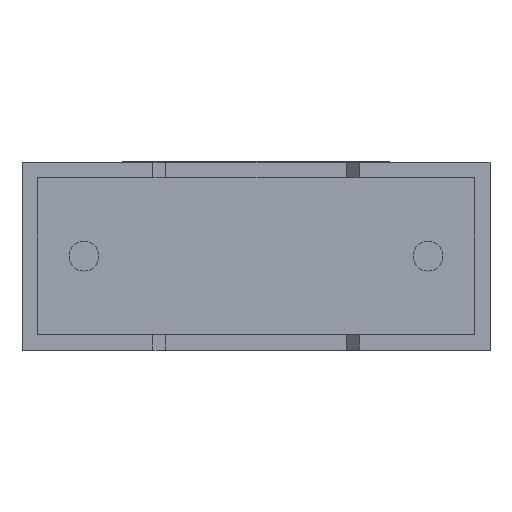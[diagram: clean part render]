
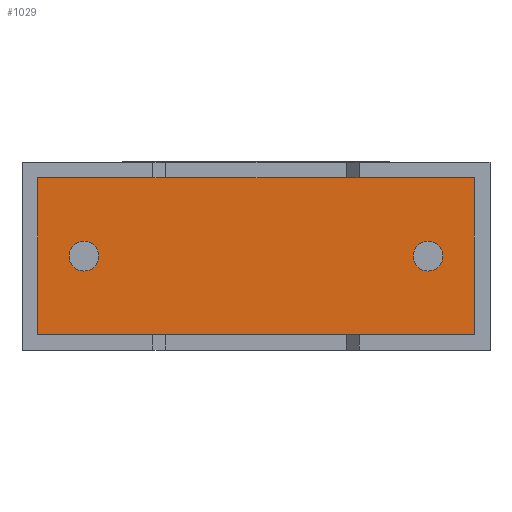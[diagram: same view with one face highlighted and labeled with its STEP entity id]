
A CAD part, front view. The second image highlights one B-rep face of the part: STEP entity #1029.
In plain terms, the highlighted planar face has unit normal (0, -1, 0).
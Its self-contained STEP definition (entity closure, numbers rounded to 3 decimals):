
#27 = VECTOR ( 'NONE', #1401, 1000. ) ;
#77 = ORIENTED_EDGE ( 'NONE', *, *, #208, .T. ) ;
#96 = CARTESIAN_POINT ( 'NONE',  ( 8.85, 0.75, 2.05 ) ) ;
#107 = DIRECTION ( 'NONE',  ( 0., 0., -1. ) ) ;
#111 = DIRECTION ( 'NONE',  ( 0., -1., 0. ) ) ;
#123 = AXIS2_PLACEMENT_3D ( 'NONE', #2206, #2038, #107 ) ;
#208 = EDGE_CURVE ( 'NONE', #1610, #828, #1636, .T. ) ;
#210 = DIRECTION ( 'NONE',  ( 1., 0., 0. ) ) ;
#260 = ORIENTED_EDGE ( 'NONE', *, *, #1869, .F. ) ;
#301 = EDGE_LOOP ( 'NONE', ( #2257, #1259 ) ) ;
#456 = DIRECTION ( 'NONE',  ( 0., 0., -1. ) ) ;
#468 = EDGE_CURVE ( 'NONE', #1003, #1458, #719, .T. ) ;
#491 = VECTOR ( 'NONE', #1695, 1000. ) ;
#539 = VERTEX_POINT ( 'NONE', #614 ) ;
#614 = CARTESIAN_POINT ( 'NONE',  ( 0.34, 0.75, 0.34 ) ) ;
#647 = CARTESIAN_POINT ( 'NONE',  ( 0.34, 0.75, 0.34 ) ) ;
#708 = CARTESIAN_POINT ( 'NONE',  ( 8.85, 0.75, 2.375 ) ) ;
#719 = CIRCLE ( 'NONE', #123, 0.325 ) ;
#742 = CARTESIAN_POINT ( 'NONE',  ( 9.86, 0.75, 0.34 ) ) ;
#828 = VERTEX_POINT ( 'NONE', #1124 ) ;
#853 = CARTESIAN_POINT ( 'NONE',  ( 1.35, 0.75, 2.375 ) ) ;
#967 = LINE ( 'NONE', #742, #491 ) ;
#975 = EDGE_CURVE ( 'NONE', #1722, #1610, #967, .T. ) ;
#996 = ORIENTED_EDGE ( 'NONE', *, *, #975, .T. ) ;
#1003 = VERTEX_POINT ( 'NONE', #853 ) ;
#1029 = ADVANCED_FACE ( 'NONE', ( #2509, #2756, #2937 ), #2463, .T. ) ;
#1040 = DIRECTION ( 'NONE',  ( 0., -1., 0. ) ) ;
#1067 = AXIS2_PLACEMENT_3D ( 'NONE', #2844, #2344, #2583 ) ;
#1124 = CARTESIAN_POINT ( 'NONE',  ( 0.34, 0.75, 3.76 ) ) ;
#1253 = EDGE_LOOP ( 'NONE', ( #2633, #2672, #996, #77 ) ) ;
#1259 = ORIENTED_EDGE ( 'NONE', *, *, #2969, .F. ) ;
#1316 = DIRECTION ( 'NONE',  ( 0., 0., -1. ) ) ;
#1332 = CARTESIAN_POINT ( 'NONE',  ( 8.85, 0.75, 2.05 ) ) ;
#1401 = DIRECTION ( 'NONE',  ( -1., 0., 0. ) ) ;
#1425 = CIRCLE ( 'NONE', #1774, 0.325 ) ;
#1458 = VERTEX_POINT ( 'NONE', #2848 ) ;
#1580 = AXIS2_PLACEMENT_3D ( 'NONE', #96, #1040, #2917 ) ;
#1610 = VERTEX_POINT ( 'NONE', #2540 ) ;
#1636 = LINE ( 'NONE', #2345, #27 ) ;
#1695 = DIRECTION ( 'NONE',  ( 0., 0., 1. ) ) ;
#1722 = VERTEX_POINT ( 'NONE', #2770 ) ;
#1770 = DIRECTION ( 'NONE',  ( 0., 0., -1. ) ) ;
#1774 = AXIS2_PLACEMENT_3D ( 'NONE', #1332, #1838, #1316 ) ;
#1838 = DIRECTION ( 'NONE',  ( 0., -1., 0. ) ) ;
#1869 = EDGE_CURVE ( 'NONE', #1458, #1003, #2408, .T. ) ;
#1929 = VECTOR ( 'NONE', #456, 1000. ) ;
#1978 = CIRCLE ( 'NONE', #1580, 0.325 ) ;
#1990 = AXIS2_PLACEMENT_3D ( 'NONE', #2525, #111, #1770 ) ;
#2038 = DIRECTION ( 'NONE',  ( 0., -1., 0. ) ) ;
#2090 = EDGE_CURVE ( 'NONE', #2510, #2716, #1425, .T. ) ;
#2206 = CARTESIAN_POINT ( 'NONE',  ( 1.35, 0.75, 2.05 ) ) ;
#2257 = ORIENTED_EDGE ( 'NONE', *, *, #2090, .F. ) ;
#2265 = VECTOR ( 'NONE', #210, 1000. ) ;
#2292 = CARTESIAN_POINT ( 'NONE',  ( 8.85, 0.75, 1.725 ) ) ;
#2340 = CARTESIAN_POINT ( 'NONE',  ( 0.34, 0.75, 3.76 ) ) ;
#2344 = DIRECTION ( 'NONE',  ( 0., -1., 0. ) ) ;
#2345 = CARTESIAN_POINT ( 'NONE',  ( 9.86, 0.75, 3.76 ) ) ;
#2354 = ORIENTED_EDGE ( 'NONE', *, *, #468, .F. ) ;
#2408 = CIRCLE ( 'NONE', #1067, 0.325 ) ;
#2463 = PLANE ( 'NONE',  #1990 ) ;
#2466 = EDGE_CURVE ( 'NONE', #539, #1722, #2778, .T. ) ;
#2509 = FACE_BOUND ( 'NONE', #301, .T. ) ;
#2510 = VERTEX_POINT ( 'NONE', #708 ) ;
#2525 = CARTESIAN_POINT ( 'NONE',  ( 0., 0.75, 0. ) ) ;
#2540 = CARTESIAN_POINT ( 'NONE',  ( 9.86, 0.75, 3.76 ) ) ;
#2562 = EDGE_CURVE ( 'NONE', #828, #539, #2808, .T. ) ;
#2583 = DIRECTION ( 'NONE',  ( 0., 0., -1. ) ) ;
#2633 = ORIENTED_EDGE ( 'NONE', *, *, #2562, .T. ) ;
#2672 = ORIENTED_EDGE ( 'NONE', *, *, #2466, .T. ) ;
#2716 = VERTEX_POINT ( 'NONE', #2292 ) ;
#2756 = FACE_OUTER_BOUND ( 'NONE', #1253, .T. ) ;
#2770 = CARTESIAN_POINT ( 'NONE',  ( 9.86, 0.75, 0.34 ) ) ;
#2778 = LINE ( 'NONE', #647, #2265 ) ;
#2808 = LINE ( 'NONE', #2340, #1929 ) ;
#2844 = CARTESIAN_POINT ( 'NONE',  ( 1.35, 0.75, 2.05 ) ) ;
#2848 = CARTESIAN_POINT ( 'NONE',  ( 1.35, 0.75, 1.725 ) ) ;
#2917 = DIRECTION ( 'NONE',  ( 0., 0., -1. ) ) ;
#2919 = EDGE_LOOP ( 'NONE', ( #2354, #260 ) ) ;
#2937 = FACE_BOUND ( 'NONE', #2919, .T. ) ;
#2969 = EDGE_CURVE ( 'NONE', #2716, #2510, #1978, .T. ) ;
